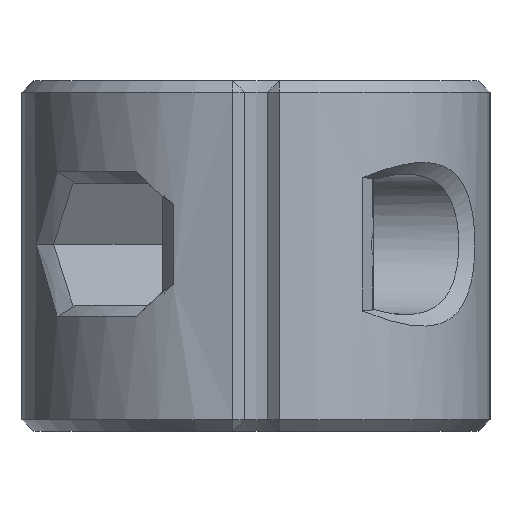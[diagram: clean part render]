
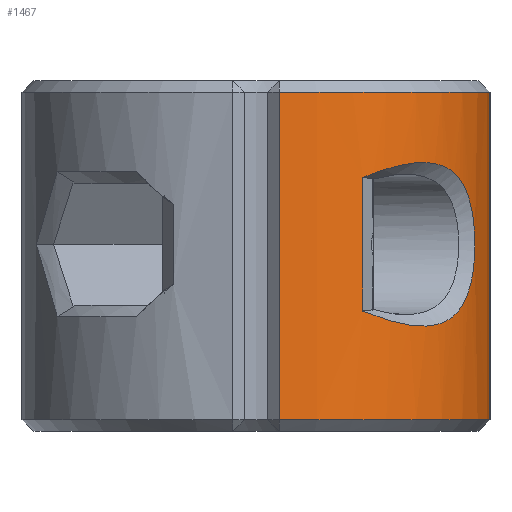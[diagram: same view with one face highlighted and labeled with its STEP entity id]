
A CAD part, left-side view. The second image highlights one B-rep face of the part: STEP entity #1467.
In plain terms, the highlighted cylindrical face has radius 10 mm (diameter 20 mm), a partial arc.
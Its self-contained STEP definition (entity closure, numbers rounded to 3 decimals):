
#47=FACE_BOUND('',#218,.T.);
#58=CYLINDRICAL_SURFACE('',#1575,10.);
#73=CIRCLE('',#1576,10.);
#74=CIRCLE('',#1577,10.);
#127=FACE_OUTER_BOUND('',#217,.T.);
#217=EDGE_LOOP('',(#980,#981,#982,#983));
#218=EDGE_LOOP('',(#984,#985));
#315=B_SPLINE_CURVE_WITH_KNOTS('',3,(#2139,#2140,#2141,#2142,#2143,#2144,
#2145,#2146,#2147,#2148,#2149,#2150,#2151,#2152,#2153,#2154,#2155),
 .UNSPECIFIED.,.F.,.F.,(4,2,2,1,1,1,1,1,1,1,1,1,4),(-2.163,-1.851,
-1.709,-1.531,-1.472,-1.413,
-1.236,-1.177,-1.118,-1.,
-0.881,-0.763,-0.527),.UNSPECIFIED.);
#376=LINE('',#2064,#480);
#379=LINE('',#2197,#483);
#380=LINE('',#2200,#484);
#480=VECTOR('',#1700,10.);
#483=VECTOR('',#1719,10.);
#484=VECTOR('',#1722,10.);
#588=VERTEX_POINT('',#2058);
#589=VERTEX_POINT('',#2063);
#595=VERTEX_POINT('',#2193);
#596=VERTEX_POINT('',#2194);
#597=VERTEX_POINT('',#2196);
#598=VERTEX_POINT('',#2198);
#730=EDGE_CURVE('',#588,#589,#376,.T.);
#733=EDGE_CURVE('',#589,#588,#315,.T.);
#742=EDGE_CURVE('',#595,#596,#73,.T.);
#743=EDGE_CURVE('',#597,#595,#379,.T.);
#744=EDGE_CURVE('',#598,#597,#74,.T.);
#745=EDGE_CURVE('',#596,#598,#380,.T.);
#980=ORIENTED_EDGE('',*,*,#742,.F.);
#981=ORIENTED_EDGE('',*,*,#743,.F.);
#982=ORIENTED_EDGE('',*,*,#744,.F.);
#983=ORIENTED_EDGE('',*,*,#745,.F.);
#984=ORIENTED_EDGE('',*,*,#730,.F.);
#985=ORIENTED_EDGE('',*,*,#733,.F.);
#1467=ADVANCED_FACE('',(#127,#47),#58,.T.);
#1575=AXIS2_PLACEMENT_3D('',#2192,#1715,#1716);
#1576=AXIS2_PLACEMENT_3D('',#2195,#1717,#1718);
#1577=AXIS2_PLACEMENT_3D('',#2199,#1720,#1721);
#1700=DIRECTION('',(0.,0.,-1.));
#1715=DIRECTION('center_axis',(0.,0.,-1.));
#1716=DIRECTION('ref_axis',(-1.,0.,0.));
#1717=DIRECTION('center_axis',(0.,0.,-1.));
#1718=DIRECTION('ref_axis',(-1.,0.,0.));
#1719=DIRECTION('',(0.,0.,-1.));
#1720=DIRECTION('center_axis',(0.,0.,1.));
#1721=DIRECTION('ref_axis',(-1.,0.,0.));
#1722=DIRECTION('',(0.,0.,1.));
#2058=CARTESIAN_POINT('',(-48.899,-4.561,-4.145));
#2063=CARTESIAN_POINT('',(-48.899,-4.561,-9.855));
#2064=CARTESIAN_POINT('',(-48.899,-4.561,0.));
#2139=CARTESIAN_POINT('Ctrl Pts',(-48.899,-4.561,-9.855));
#2140=CARTESIAN_POINT('Ctrl Pts',(-48.43,-5.477,-10.225));
#2141=CARTESIAN_POINT('Ctrl Pts',(-47.803,-6.353,-10.497));
#2142=CARTESIAN_POINT('Ctrl Pts',(-46.631,-7.504,-10.5));
#2143=CARTESIAN_POINT('Ctrl Pts',(-46.196,-7.869,-10.434));
#2144=CARTESIAN_POINT('Ctrl Pts',(-45.2,-8.568,-10.035));
#2145=CARTESIAN_POINT('Ctrl Pts',(-44.488,-8.952,-9.536));
#2146=CARTESIAN_POINT('Ctrl Pts',(-43.862,-9.227,-8.525));
#2147=CARTESIAN_POINT('Ctrl Pts',(-43.446,-9.389,-7.364));
#2148=CARTESIAN_POINT('Ctrl Pts',(-43.534,-9.36,-6.132));
#2149=CARTESIAN_POINT('Ctrl Pts',(-44.11,-9.12,-5.043));
#2150=CARTESIAN_POINT('Ctrl Pts',(-44.679,-8.848,-4.354));
#2151=CARTESIAN_POINT('Ctrl Pts',(-45.569,-8.344,-3.741));
#2152=CARTESIAN_POINT('Ctrl Pts',(-46.688,-7.476,-3.465));
#2153=CARTESIAN_POINT('Ctrl Pts',(-47.868,-6.265,-3.536));
#2154=CARTESIAN_POINT('Ctrl Pts',(-48.543,-5.256,-3.864));
#2155=CARTESIAN_POINT('Ctrl Pts',(-48.899,-4.561,-4.145));
#2192=CARTESIAN_POINT('Origin',(-40.,0.,
0.));
#2193=CARTESIAN_POINT('',(-40.,-10.,-14.5));
#2194=CARTESIAN_POINT('',(-49.95,-0.999,-14.5));
#2195=CARTESIAN_POINT('Origin',(-40.,0.,
-14.5));
#2196=CARTESIAN_POINT('',(-40.,-10.,-0.5));
#2197=CARTESIAN_POINT('',(-40.,-10.,0.));
#2198=CARTESIAN_POINT('',(-49.95,-0.999,-0.5));
#2199=CARTESIAN_POINT('Origin',(-40.,0.,
-0.5));
#2200=CARTESIAN_POINT('',(-49.95,-0.999,0.));
